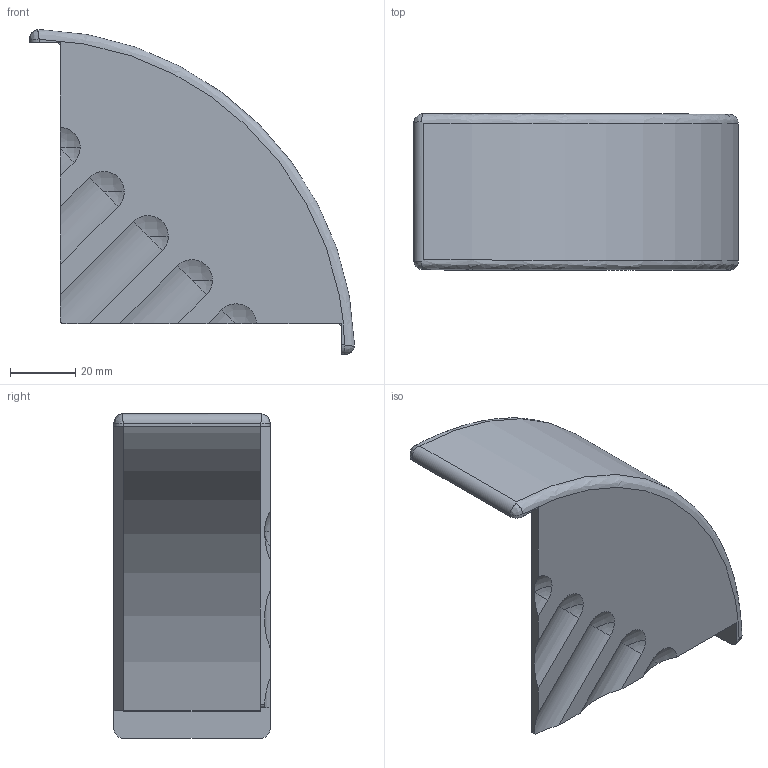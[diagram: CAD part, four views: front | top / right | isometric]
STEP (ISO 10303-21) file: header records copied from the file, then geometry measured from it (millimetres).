
FILE_DESCRIPTION((''),'2;1');
FILE_NAME('50X100 round cover cap.ipt.stp','2011-06-02T21:58:19',(''),(''),'Autodesk Inventor 2011','Autodesk Inventor 2011','');
FILE_SCHEMA(('AUTOMOTIVE_DESIGN { 1 0 10303 214 1 1 1 1 }'));
Length unit declared in the file: millimetre
Products named in the file (1): 50X100 round cover cap
Bounding box: 99.95 x 48 x 99.95 mm (x, y, z)
Volume: 45425.7 mm3; surface area: 30844.9 mm2
Topology: 1 solids, 1 shells, 42 faces, 120 edges, 80 vertices
Faces by surface type: bspline 15, cylinder 14, plane 13
Entity records: 2047 total; most frequent: CARTESIAN_POINT 990, ORIENTED_EDGE 240, DIRECTION 164, EDGE_CURVE 120, VERTEX_POINT 80, AXIS2_PLACEMENT_3D 55, VECTOR 54, LINE 54
